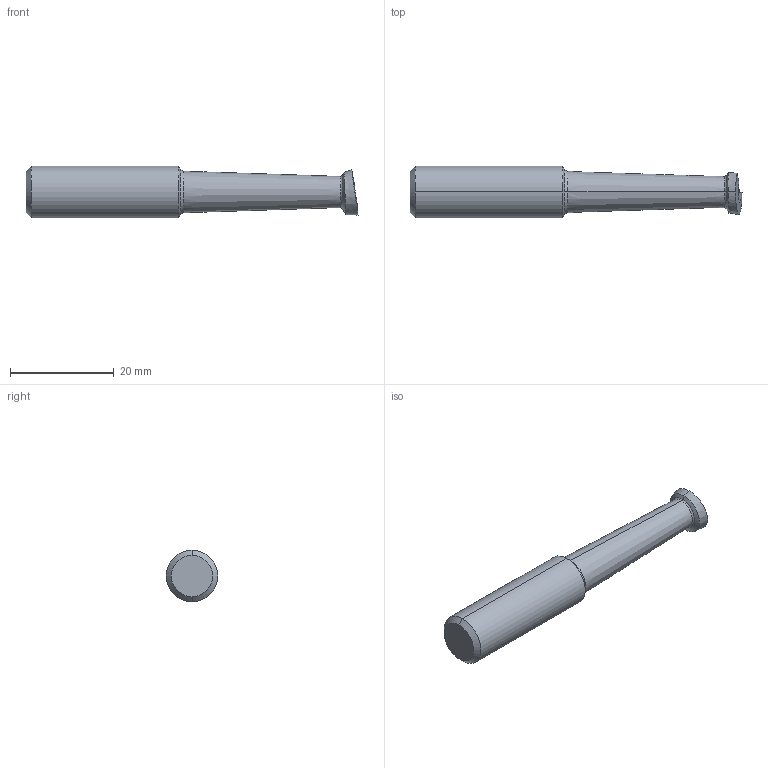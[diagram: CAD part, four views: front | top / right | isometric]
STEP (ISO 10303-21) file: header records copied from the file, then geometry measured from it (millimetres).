
FILE_DESCRIPTION (( 'STEP AP203' ), '1' );
FILE_NAME ('U10.B09.001.034.STEP', '2013-03-06T15:15:18', ( 'baer' ), ( 'Hewlett-Packard Company' ), 'SwSTEP 2.0', 'SolidWorks 2012', '' );
FILE_SCHEMA (( 'CONFIG_CONTROL_DESIGN' ));
Length unit declared in the file: millimetre
Products named in the file (1): U10.B09.001.034
Bounding box: 64 x 10 x 10 mm (x, y, z)
Volume: 3628.7 mm3; surface area: 1807.2 mm2
Topology: 1 solids, 1 shells, 29 faces, 65 edges, 38 vertices
Faces by surface type: cone 13, torus 8, cylinder 3, plane 3, sphere 2
Entity records: 943 total; most frequent: CARTESIAN_POINT 233, DIRECTION 140, ORIENTED_EDGE 130, EDGE_CURVE 65, AXIS2_PLACEMENT_3D 63, VERTEX_POINT 38, CIRCLE 33, FACE_OUTER_BOUND 29
